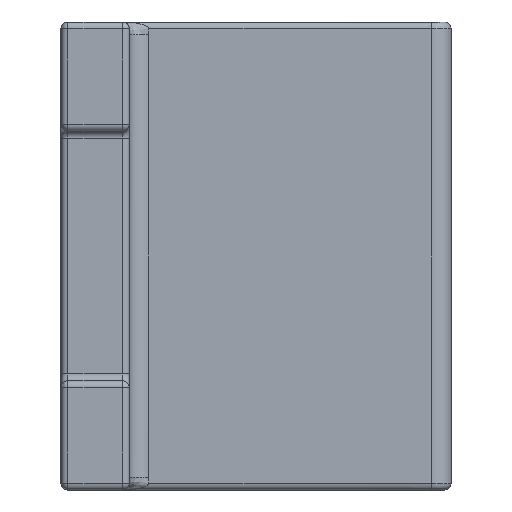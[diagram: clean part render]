
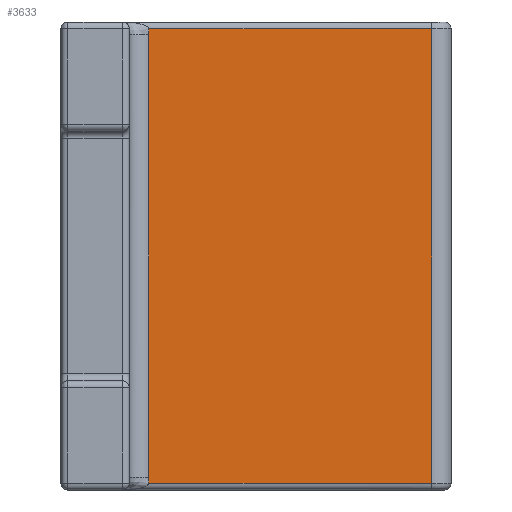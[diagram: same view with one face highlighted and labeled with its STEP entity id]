
A CAD part, left-side view. The second image highlights one B-rep face of the part: STEP entity #3633.
In plain terms, the highlighted planar face has unit normal (-1, 0, 0).
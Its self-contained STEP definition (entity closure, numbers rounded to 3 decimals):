
#88 = ORIENTED_EDGE ( 'NONE', *, *, #2599, .T. ) ;
#102 = EDGE_LOOP ( 'NONE', ( #88, #4217, #1975, #1304, #1163, #295 ) ) ;
#180 = CARTESIAN_POINT ( 'NONE',  ( 2.895, 5.697, 23.353 ) ) ;
#199 = DIRECTION ( 'NONE',  ( 0., 0., 1. ) ) ;
#246 = CARTESIAN_POINT ( 'NONE',  ( 2.895, -8.803, 23.65 ) ) ;
#250 = CARTESIAN_POINT ( 'NONE',  ( 2.895, 5.697, 0.35 ) ) ;
#295 = ORIENTED_EDGE ( 'NONE', *, *, #2550, .T. ) ;
#408 = VERTEX_POINT ( 'NONE', #250 ) ;
#488 = CARTESIAN_POINT ( 'NONE',  ( 2.895, 5.697, 23.65 ) ) ;
#542 = CARTESIAN_POINT ( 'NONE',  ( 2.895, 5.697, 23.65 ) ) ;
#586 = EDGE_CURVE ( 'NONE', #3923, #2161, #3159, .T. ) ;
#649 = CARTESIAN_POINT ( 'NONE',  ( 2.895, 5.697, 0.35 ) ) ;
#670 = DIRECTION ( 'NONE',  ( 0., -1., 0. ) ) ;
#689 = CARTESIAN_POINT ( 'NONE',  ( 2.895, 5.697, 23.353 ) ) ;
#691 = B_SPLINE_CURVE_WITH_KNOTS ( 'NONE', 3,
 ( #4112, #2675, #2384, #649 ),
 .UNSPECIFIED., .F., .F.,
 ( 4, 4 ),
 ( 0., 1. ),
 .UNSPECIFIED. ) ;
#703 = PLANE ( 'NONE',  #3877 ) ;
#775 = EDGE_CURVE ( 'NONE', #4168, #931, #2219, .T. ) ;
#931 = VERTEX_POINT ( 'NONE', #246 ) ;
#1163 = ORIENTED_EDGE ( 'NONE', *, *, #586, .T. ) ;
#1170 = CARTESIAN_POINT ( 'NONE',  ( 2.895, 6.697, 24. ) ) ;
#1186 = DIRECTION ( 'NONE',  ( 0., 1., 0. ) ) ;
#1304 = ORIENTED_EDGE ( 'NONE', *, *, #4427, .T. ) ;
#1439 = DIRECTION ( 'NONE',  ( 0., 0., -1. ) ) ;
#1496 = VECTOR ( 'NONE', #1439, 1000. ) ;
#1517 = CARTESIAN_POINT ( 'NONE',  ( 2.895, -8.803, 24. ) ) ;
#1661 = CARTESIAN_POINT ( 'NONE',  ( 2.895, -9.803, 0.35 ) ) ;
#1741 = FACE_OUTER_BOUND ( 'NONE', #102, .T. ) ;
#1858 = LINE ( 'NONE', #3239, #2372 ) ;
#1961 = CARTESIAN_POINT ( 'NONE',  ( 2.895, 5.697, 0.647 ) ) ;
#1975 = ORIENTED_EDGE ( 'NONE', *, *, #2726, .T. ) ;
#2100 = LINE ( 'NONE', #1661, #2741 ) ;
#2161 = VERTEX_POINT ( 'NONE', #1961 ) ;
#2215 = B_SPLINE_CURVE_WITH_KNOTS ( 'NONE', 3,
 ( #542, #2902, #4280, #180 ),
 .UNSPECIFIED., .F., .F.,
 ( 4, 4 ),
 ( 0., 1. ),
 .UNSPECIFIED. ) ;
#2219 = LINE ( 'NONE', #1517, #4449 ) ;
#2372 = VECTOR ( 'NONE', #1186, 1000. ) ;
#2384 = CARTESIAN_POINT ( 'NONE',  ( 2.895, 5.697, 0.449 ) ) ;
#2550 = EDGE_CURVE ( 'NONE', #2161, #408, #691, .T. ) ;
#2599 = EDGE_CURVE ( 'NONE', #408, #4168, #2100, .T. ) ;
#2675 = CARTESIAN_POINT ( 'NONE',  ( 2.895, 5.697, 0.548 ) ) ;
#2726 = EDGE_CURVE ( 'NONE', #931, #3792, #1858, .T. ) ;
#2741 = VECTOR ( 'NONE', #670, 1000. ) ;
#2881 = CARTESIAN_POINT ( 'NONE',  ( 2.895, -8.803, 0.35 ) ) ;
#2902 = CARTESIAN_POINT ( 'NONE',  ( 2.895, 5.697, 23.551 ) ) ;
#3130 = DIRECTION ( 'NONE',  ( 0., 1., 0. ) ) ;
#3159 = LINE ( 'NONE', #3880, #1496 ) ;
#3239 = CARTESIAN_POINT ( 'NONE',  ( 2.895, 6.697, 23.65 ) ) ;
#3633 = ADVANCED_FACE ( 'NONE', ( #1741 ), #703, .F. ) ;
#3792 = VERTEX_POINT ( 'NONE', #488 ) ;
#3877 = AXIS2_PLACEMENT_3D ( 'NONE', #1170, #4267, #3130 ) ;
#3880 = CARTESIAN_POINT ( 'NONE',  ( 2.895, 5.697, 0.35 ) ) ;
#3923 = VERTEX_POINT ( 'NONE', #689 ) ;
#4112 = CARTESIAN_POINT ( 'NONE',  ( 2.895, 5.697, 0.647 ) ) ;
#4168 = VERTEX_POINT ( 'NONE', #2881 ) ;
#4217 = ORIENTED_EDGE ( 'NONE', *, *, #775, .T. ) ;
#4267 = DIRECTION ( 'NONE',  ( 1., 0., 0. ) ) ;
#4280 = CARTESIAN_POINT ( 'NONE',  ( 2.895, 5.697, 23.452 ) ) ;
#4427 = EDGE_CURVE ( 'NONE', #3792, #3923, #2215, .T. ) ;
#4449 = VECTOR ( 'NONE', #199, 1000. ) ;
